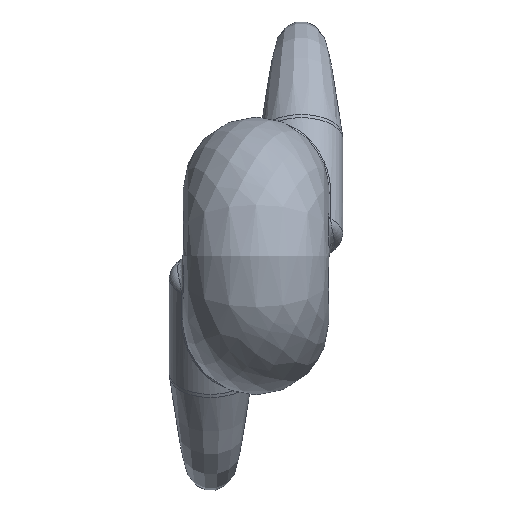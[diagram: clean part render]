
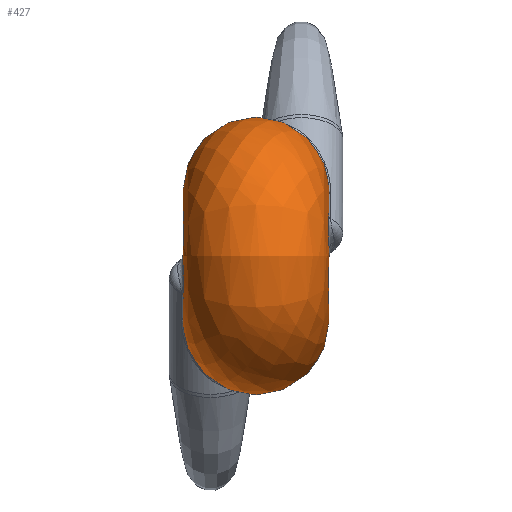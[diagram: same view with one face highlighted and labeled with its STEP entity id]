
A CAD part, left-side view. The second image highlights one B-rep face of the part: STEP entity #427.
In plain terms, the highlighted free-form (B-spline) face has degree [2, 2] with [5, 9] control points.
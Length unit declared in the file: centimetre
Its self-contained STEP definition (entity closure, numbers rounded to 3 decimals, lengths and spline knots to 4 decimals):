
#16=(
BOUNDED_CURVE()
B_SPLINE_CURVE(2,(#1728,#1729,#1730,#1731,#1732),.UNSPECIFIED.,.F.,.F.)
B_SPLINE_CURVE_WITH_KNOTS((3,2,3),(-1.5708,0.,
1.5708),.UNSPECIFIED.)
CURVE()
GEOMETRIC_REPRESENTATION_ITEM()
RATIONAL_B_SPLINE_CURVE((1.,0.707,1.,0.707,1.))
REPRESENTATION_ITEM('')
);
#17=(
BOUNDED_SURFACE()
B_SPLINE_SURFACE(2,2,((#1680,#1681,#1682,#1683,#1684,#1685,#1686,#1687,
#1688),(#1689,#1690,#1691,#1692,#1693,#1694,#1695,#1696,#1697),(#1698,#1699,
#1700,#1701,#1702,#1703,#1704,#1705,#1706),(#1707,#1708,#1709,#1710,#1711,
#1712,#1713,#1714,#1715),(#1716,#1717,#1718,#1719,#1720,#1721,#1722,#1723,
#1724)),.UNSPECIFIED.,.F.,.T.,.F.)
B_SPLINE_SURFACE_WITH_KNOTS((3,2,3),(3,2,2,2,3),(-1.5708,0.,
1.5708),(-3.1416,-1.5708,0.,1.5708,
3.1416),.UNSPECIFIED.)
GEOMETRIC_REPRESENTATION_ITEM()
RATIONAL_B_SPLINE_SURFACE(((1.,0.707,1.,0.707,1.,
0.707,1.,0.707,1.),(0.707,0.5,0.707,
0.5,0.707,0.5,0.707,0.5,0.707),(1.,
0.707,1.,0.707,1.,0.707,1.,0.707,
1.),(0.707,0.5,0.707,0.5,0.707,0.5,
0.707,0.5,0.707),(1.,0.707,1.,0.707,
1.,0.707,1.,0.707,1.)))
REPRESENTATION_ITEM('')
SURFACE()
);
#50=B_SPLINE_CURVE_WITH_KNOTS('',3,(#819,#820,#821,#822,#823,#824,#825,
#826,#827,#828,#829,#830,#831,#832,#833,#834),.UNSPECIFIED.,.F.,.F.,(4,
1,1,1,1,1,1,1,1,1,1,1,1,4),(-0.9354,-0.8686,-0.8018,
-0.6682,-0.6014,-0.5345,-0.4677,
-0.4009,-0.3341,-0.2673,-0.2005,
-0.1336,-0.0668,0.),.UNSPECIFIED.);
#61=B_SPLINE_CURVE_WITH_KNOTS('',3,(#1322,#1323,#1324,#1325,#1326,#1327,
#1328,#1329,#1330,#1331,#1332,#1333,#1334,#1335,#1336,#1337),
 .UNSPECIFIED.,.F.,.F.,(4,1,1,1,1,1,1,1,1,1,1,1,1,4),(-0.9354,
-0.8686,-0.8018,-0.6682,-0.6014,
-0.5345,-0.4677,-0.4009,-0.3341,
-0.2673,-0.2005,-0.1336,-0.0668,
0.),.UNSPECIFIED.);
#96=FACE_OUTER_BOUND('',#125,.T.);
#125=EDGE_LOOP('',(#332,#333,#334,#335,#336,#337,#338,#339));
#155=CIRCLE('',#462,0.19);
#156=CIRCLE('',#463,0.19);
#157=CIRCLE('',#464,0.19);
#158=CIRCLE('',#465,0.19);
#176=VERTEX_POINT('',#816);
#177=VERTEX_POINT('',#818);
#187=VERTEX_POINT('',#1319);
#188=VERTEX_POINT('',#1321);
#194=VERTEX_POINT('',#1725);
#195=VERTEX_POINT('',#1727);
#217=EDGE_CURVE('',#176,#177,#50,.T.);
#232=EDGE_CURVE('',#187,#188,#61,.T.);
#245=EDGE_CURVE('',#187,#194,#155,.T.);
#246=EDGE_CURVE('',#194,#195,#16,.T.);
#247=EDGE_CURVE('',#195,#177,#156,.T.);
#248=EDGE_CURVE('',#176,#195,#157,.T.);
#249=EDGE_CURVE('',#194,#188,#158,.T.);
#332=ORIENTED_EDGE('',*,*,#232,.F.);
#333=ORIENTED_EDGE('',*,*,#245,.T.);
#334=ORIENTED_EDGE('',*,*,#246,.T.);
#335=ORIENTED_EDGE('',*,*,#247,.T.);
#336=ORIENTED_EDGE('',*,*,#217,.F.);
#337=ORIENTED_EDGE('',*,*,#248,.T.);
#338=ORIENTED_EDGE('',*,*,#246,.F.);
#339=ORIENTED_EDGE('',*,*,#249,.T.);
#427=ADVANCED_FACE('',(#96),#17,.F.);
#462=AXIS2_PLACEMENT_3D('',#1726,#528,#529);
#463=AXIS2_PLACEMENT_3D('',#1733,#530,#531);
#464=AXIS2_PLACEMENT_3D('',#1734,#532,#533);
#465=AXIS2_PLACEMENT_3D('',#1735,#534,#535);
#528=DIRECTION('center_axis',(0.,-1.,0.));
#529=DIRECTION('ref_axis',(-1.,0.,0.));
#530=DIRECTION('center_axis',(0.,1.,0.));
#531=DIRECTION('ref_axis',(-1.,0.,0.));
#532=DIRECTION('center_axis',(0.,1.,0.));
#533=DIRECTION('ref_axis',(-1.,0.,0.));
#534=DIRECTION('center_axis',(0.,-1.,0.));
#535=DIRECTION('ref_axis',(-1.,0.,0.));
#816=CARTESIAN_POINT('',(0.1851,-0.11,0.0431));
#818=CARTESIAN_POINT('',(0.041,-0.11,0.1855));
#819=CARTESIAN_POINT('Ctrl Pts',(0.1851,-0.11,0.0431));
#820=CARTESIAN_POINT('Ctrl Pts',(0.1949,-0.11,0.0621));
#821=CARTESIAN_POINT('Ctrl Pts',(0.2175,-0.1069,0.0978));
#822=CARTESIAN_POINT('Ctrl Pts',(0.2747,-0.0789,
0.1503));
#823=CARTESIAN_POINT('Ctrl Pts',(0.3194,-0.0178,
0.1904));
#824=CARTESIAN_POINT('Ctrl Pts',(0.3172,0.0514,0.2385));
#825=CARTESIAN_POINT('Ctrl Pts',(0.2902,0.0936,0.2782));
#826=CARTESIAN_POINT('Ctrl Pts',(0.2433,0.1135,0.3191));
#827=CARTESIAN_POINT('Ctrl Pts',(0.189,0.1043,0.3546));
#828=CARTESIAN_POINT('Ctrl Pts',(0.1396,0.0673,0.3748));
#829=CARTESIAN_POINT('Ctrl Pts',(0.1047,0.0143,0.3704));
#830=CARTESIAN_POINT('Ctrl Pts',(0.0858,-0.0378,
0.3418));
#831=CARTESIAN_POINT('Ctrl Pts',(0.076,-0.0785,
0.2965));
#832=CARTESIAN_POINT('Ctrl Pts',(0.0667,-0.1043,0.2412));
#833=CARTESIAN_POINT('Ctrl Pts',(0.0518,-0.11,0.203));
#834=CARTESIAN_POINT('Ctrl Pts',(0.041,-0.11,0.1855));
#1319=CARTESIAN_POINT('',(0.1851,0.31,-0.0431));
#1321=CARTESIAN_POINT('',(0.041,0.31,-0.1855));
#1322=CARTESIAN_POINT('Ctrl Pts',(0.1851,0.31,-0.0431));
#1323=CARTESIAN_POINT('Ctrl Pts',(0.1949,0.31,-0.0621));
#1324=CARTESIAN_POINT('Ctrl Pts',(0.2175,0.3069,-0.0978));
#1325=CARTESIAN_POINT('Ctrl Pts',(0.2747,0.2789,-0.1503));
#1326=CARTESIAN_POINT('Ctrl Pts',(0.3194,0.2179,-0.1904));
#1327=CARTESIAN_POINT('Ctrl Pts',(0.3172,0.1486,-0.2385));
#1328=CARTESIAN_POINT('Ctrl Pts',(0.2902,0.1064,-0.2782));
#1329=CARTESIAN_POINT('Ctrl Pts',(0.2433,0.0865,
-0.3191));
#1330=CARTESIAN_POINT('Ctrl Pts',(0.189,0.0957,
-0.3546));
#1331=CARTESIAN_POINT('Ctrl Pts',(0.1396,0.1327,-0.3748));
#1332=CARTESIAN_POINT('Ctrl Pts',(0.1048,0.1857,-0.3704));
#1333=CARTESIAN_POINT('Ctrl Pts',(0.0858,0.2378,
-0.3418));
#1334=CARTESIAN_POINT('Ctrl Pts',(0.076,0.2785,-0.2965));
#1335=CARTESIAN_POINT('Ctrl Pts',(0.0667,0.3043,
-0.2412));
#1336=CARTESIAN_POINT('Ctrl Pts',(0.0518,0.31,-0.203));
#1337=CARTESIAN_POINT('Ctrl Pts',(0.041,0.31,-0.1855));
#1680=CARTESIAN_POINT('Ctrl Pts',(-0.19,-0.11,0.));
#1681=CARTESIAN_POINT('Ctrl Pts',(-0.19,-0.11,0.19));
#1682=CARTESIAN_POINT('Ctrl Pts',(0.,-0.11,0.19));
#1683=CARTESIAN_POINT('Ctrl Pts',(0.19,-0.11,0.19));
#1684=CARTESIAN_POINT('Ctrl Pts',(0.19,-0.11,0.));
#1685=CARTESIAN_POINT('Ctrl Pts',(0.19,-0.11,-0.19));
#1686=CARTESIAN_POINT('Ctrl Pts',(0.,-0.11,-0.19));
#1687=CARTESIAN_POINT('Ctrl Pts',(-0.19,-0.11,-0.19));
#1688=CARTESIAN_POINT('Ctrl Pts',(-0.19,-0.11,0.));
#1689=CARTESIAN_POINT('Ctrl Pts',(-0.4,-0.11,0.));
#1690=CARTESIAN_POINT('Ctrl Pts',(-0.4,-0.11,0.4));
#1691=CARTESIAN_POINT('Ctrl Pts',(0.,-0.11,0.4));
#1692=CARTESIAN_POINT('Ctrl Pts',(0.4,-0.11,0.4));
#1693=CARTESIAN_POINT('Ctrl Pts',(0.4,-0.11,0.));
#1694=CARTESIAN_POINT('Ctrl Pts',(0.4,-0.11,-0.4));
#1695=CARTESIAN_POINT('Ctrl Pts',(0.,-0.11,-0.4));
#1696=CARTESIAN_POINT('Ctrl Pts',(-0.4,-0.11,-0.4));
#1697=CARTESIAN_POINT('Ctrl Pts',(-0.4,-0.11,0.));
#1698=CARTESIAN_POINT('Ctrl Pts',(-0.4,0.1,0.));
#1699=CARTESIAN_POINT('Ctrl Pts',(-0.4,0.1,0.4));
#1700=CARTESIAN_POINT('Ctrl Pts',(0.,0.1,0.4));
#1701=CARTESIAN_POINT('Ctrl Pts',(0.4,0.1,0.4));
#1702=CARTESIAN_POINT('Ctrl Pts',(0.4,0.1,0.));
#1703=CARTESIAN_POINT('Ctrl Pts',(0.4,0.1,-0.4));
#1704=CARTESIAN_POINT('Ctrl Pts',(0.,0.1,-0.4));
#1705=CARTESIAN_POINT('Ctrl Pts',(-0.4,0.1,-0.4));
#1706=CARTESIAN_POINT('Ctrl Pts',(-0.4,0.1,0.));
#1707=CARTESIAN_POINT('Ctrl Pts',(-0.4,0.31,0.));
#1708=CARTESIAN_POINT('Ctrl Pts',(-0.4,0.31,0.4));
#1709=CARTESIAN_POINT('Ctrl Pts',(0.,0.31,0.4));
#1710=CARTESIAN_POINT('Ctrl Pts',(0.4,0.31,0.4));
#1711=CARTESIAN_POINT('Ctrl Pts',(0.4,0.31,0.));
#1712=CARTESIAN_POINT('Ctrl Pts',(0.4,0.31,-0.4));
#1713=CARTESIAN_POINT('Ctrl Pts',(0.,0.31,-0.4));
#1714=CARTESIAN_POINT('Ctrl Pts',(-0.4,0.31,-0.4));
#1715=CARTESIAN_POINT('Ctrl Pts',(-0.4,0.31,0.));
#1716=CARTESIAN_POINT('Ctrl Pts',(-0.19,0.31,0.));
#1717=CARTESIAN_POINT('Ctrl Pts',(-0.19,0.31,0.19));
#1718=CARTESIAN_POINT('Ctrl Pts',(0.,0.31,0.19));
#1719=CARTESIAN_POINT('Ctrl Pts',(0.19,0.31,0.19));
#1720=CARTESIAN_POINT('Ctrl Pts',(0.19,0.31,0.));
#1721=CARTESIAN_POINT('Ctrl Pts',(0.19,0.31,-0.19));
#1722=CARTESIAN_POINT('Ctrl Pts',(0.,0.31,-0.19));
#1723=CARTESIAN_POINT('Ctrl Pts',(-0.19,0.31,-0.19));
#1724=CARTESIAN_POINT('Ctrl Pts',(-0.19,0.31,0.));
#1725=CARTESIAN_POINT('',(-0.19,0.31,0.));
#1726=CARTESIAN_POINT('Origin',(0.,0.31,0.));
#1727=CARTESIAN_POINT('',(-0.19,-0.11,0.));
#1728=CARTESIAN_POINT('Ctrl Pts',(-0.19,0.31,0.));
#1729=CARTESIAN_POINT('Ctrl Pts',(-0.4,0.31,0.));
#1730=CARTESIAN_POINT('Ctrl Pts',(-0.4,0.1,0.));
#1731=CARTESIAN_POINT('Ctrl Pts',(-0.4,-0.11,0.));
#1732=CARTESIAN_POINT('Ctrl Pts',(-0.19,-0.11,0.));
#1733=CARTESIAN_POINT('Origin',(0.,-0.11,0.));
#1734=CARTESIAN_POINT('Origin',(0.,-0.11,0.));
#1735=CARTESIAN_POINT('Origin',(0.,0.31,0.));
